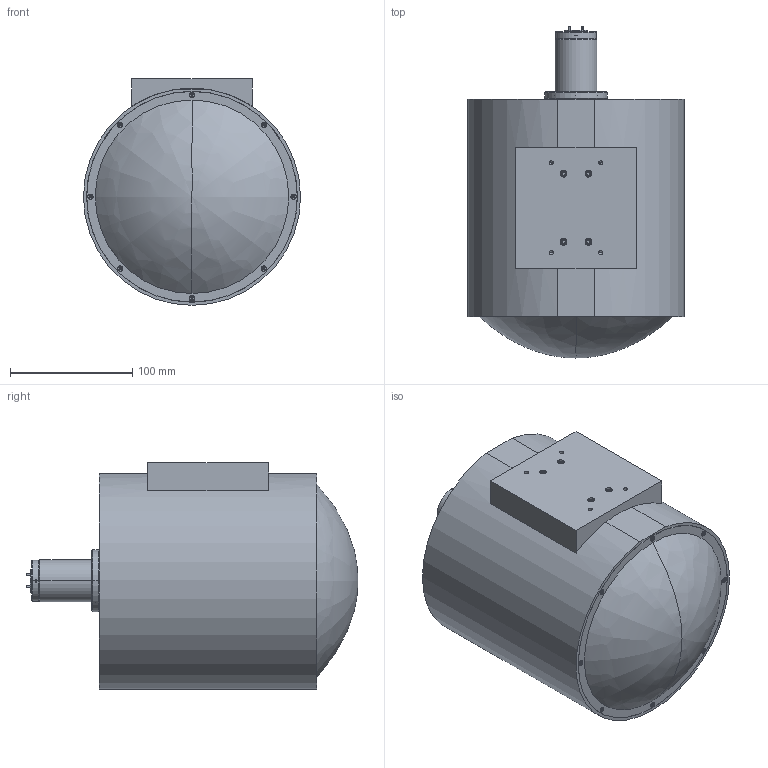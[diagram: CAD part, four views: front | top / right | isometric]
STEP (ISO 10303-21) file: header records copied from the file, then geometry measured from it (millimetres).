
FILE_DESCRIPTION (( 'STEP AP214' ), '1' );
FILE_NAME ('AG-RE40, CTRLD.STEP', '2024-07-19T18:40:11', ( '' ), ( '' ), 'SwSTEP 2.0', 'SolidWorks 2021', '' );
FILE_SCHEMA (( 'AUTOMOTIVE_DESIGN' ));
Length unit declared in the file: inch
Products named in the file (1): AG-RE40, CTRLD
Bounding box: 177.8 x 271.84 x 185.58 mm (x, y, z)
Volume: 4934334.2 mm3; surface area: 177837.8 mm2
Topology: 3 solids, 3 shells, 1302 faces, 3255 edges, 2029 vertices
Faces by surface type: plane 470, cone 460, cylinder 318, bspline 54
Entity records: 66133 total; most frequent: CARTESIAN_POINT 37027, ORIENTED_EDGE 6426, DIRECTION 5647, EDGE_CURVE 3213, AXIS2_PLACEMENT_3D 2189, VERTEX_POINT 2029, EDGE_LOOP 1414, ADVANCED_FACE 1302
